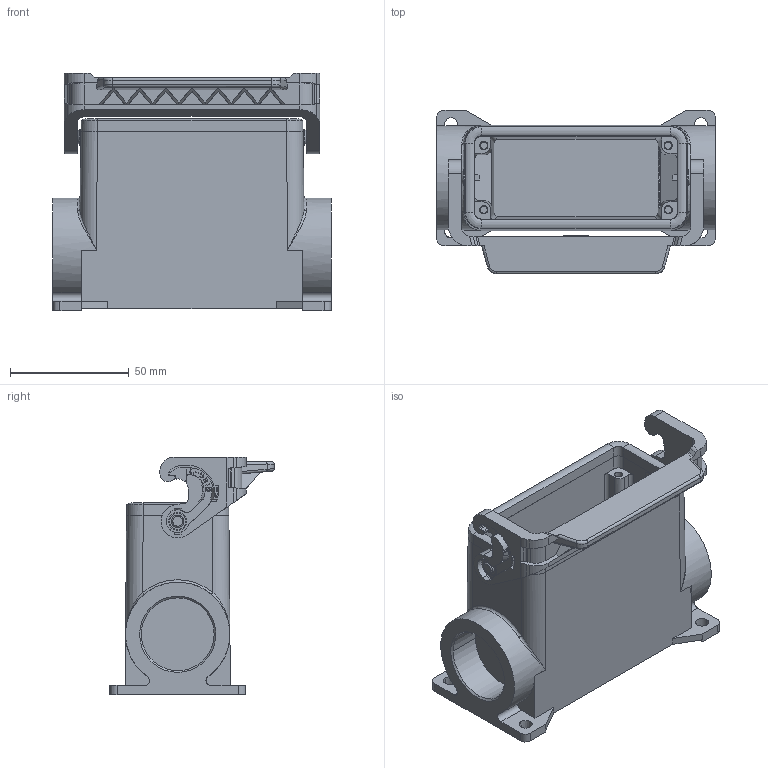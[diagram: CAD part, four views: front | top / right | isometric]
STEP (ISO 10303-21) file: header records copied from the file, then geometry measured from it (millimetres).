
FILE_DESCRIPTION(('Creo Elements/Direct Modeling STEP Export'),'2;1');
FILE_NAME('37jbk2e5pko94v01728','2023-03-09T16:36:39',(''),(''),'Creo Elements/Direct Modeling STEP processor for AP214 (Solid Model)','Creo Elements/Direct Modeling 20.1B 02-Apr-2019 (C) Parametric Technology GmbH','');
FILE_SCHEMA(('AUTOMOTIVE_DESIGN { 1 0 10303 214 1 1 1 1 }'));
Length unit declared in the file: millimetre
Products named in the file (2): MLAP 16 L32
Assembly tree (1 placements, depth 2):
  MLAP 16 L32
    MLAP 16 L32
Bounding box: 117 x 69 x 100 mm (x, y, z)
Volume: 152330.9 mm3; surface area: 68691.6 mm2
Topology: 1 solids, 1 shells, 1057 faces, 2846 edges, 1841 vertices
Faces by surface type: plane 638, cylinder 287, cone 70, torus 46, bspline 16
Entity records: 45596 total; most frequent: CARTESIAN_POINT 10999, ORIENTED_EDGE 5684, DIRECTION 5142, EDGE_CURVE 2842, VECTOR 1982, LINE 1982, VERTEX_POINT 1841, AXIS2_PLACEMENT_3D 1580
